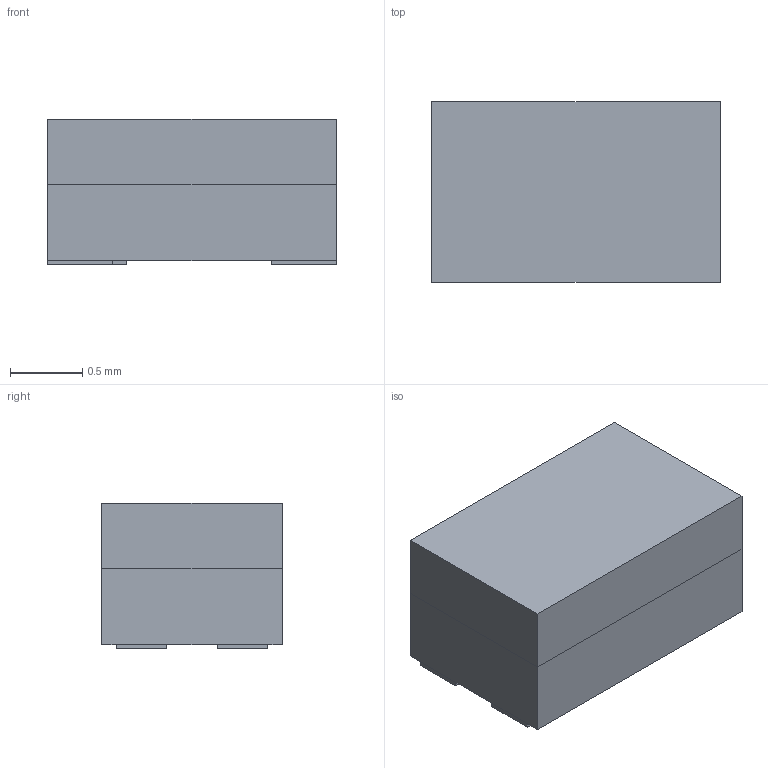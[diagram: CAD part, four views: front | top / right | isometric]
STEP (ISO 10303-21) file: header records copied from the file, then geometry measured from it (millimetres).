
FILE_DESCRIPTION(('FreeCAD Model'),'2;1');
FILE_NAME('Vishay_VEML6040.stp', '2019-11-21T22:03:25',('Author'),(''), 'Open CASCADE STEP processor 7.3','FreeCAD','Unknown');
FILE_SCHEMA(('AUTOMOTIVE_DESIGN { 1 0 10303 214 1 1 1 1 }'));
Length unit declared in the file: millimetre
Products named in the file (1): Pad002
Bounding box: 2 x 1.25 x 1.01 mm (x, y, z)
Volume: 2.5 mm3; surface area: 11.6 mm2
Topology: 1 solids, 1 shells, 30 faces, 72 edges, 44 vertices
Faces by surface type: plane 30
Entity records: 2011 total; most frequent: CARTESIAN_POINT 291, DIRECTION 278, LINE 216, VECTOR 216, ORIENTED_EDGE 144, PCURVE 144, DEFINITIONAL_REPRESENTATION 144, EDGE_CURVE 72
